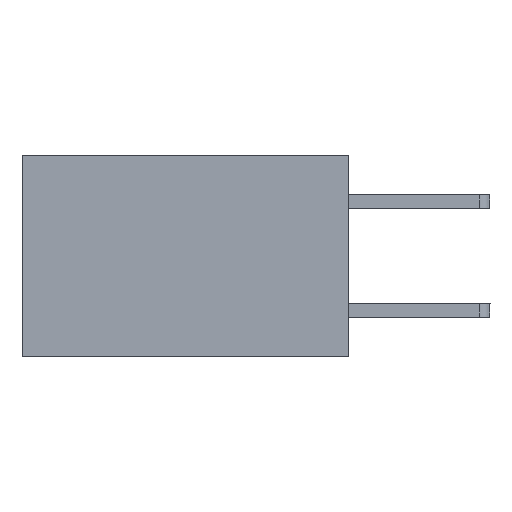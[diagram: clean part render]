
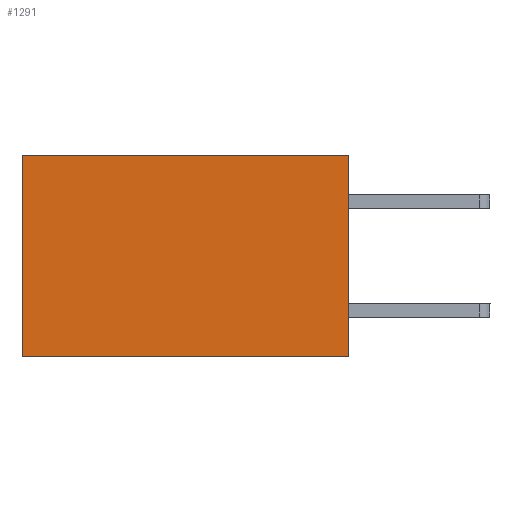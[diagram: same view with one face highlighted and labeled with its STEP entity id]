
A CAD part, left-side view. The second image highlights one B-rep face of the part: STEP entity #1291.
In plain terms, the highlighted planar face has unit normal (-1, 0, 0).
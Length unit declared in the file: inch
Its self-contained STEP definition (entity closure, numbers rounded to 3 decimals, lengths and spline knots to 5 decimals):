
#55 = LINE ( 'NONE', #6912, #8492 ) ;
#77 = CARTESIAN_POINT ( 'NONE',  ( 0.2615, 0., -0.37 ) ) ;
#525 = VERTEX_POINT ( 'NONE', #2338 ) ;
#564 = VERTEX_POINT ( 'NONE', #5924 ) ;
#743 = ORIENTED_EDGE ( 'NONE', *, *, #2171, .F. ) ;
#915 = LINE ( 'NONE', #7709, #9154 ) ;
#925 = EDGE_CURVE ( 'NONE', #525, #564, #55, .T. ) ;
#1291 = ADVANCED_FACE ( 'NONE', ( #9335 ), #6850, .F. ) ;
#1472 = VERTEX_POINT ( 'NONE', #8756 ) ;
#1580 = ORIENTED_EDGE ( 'NONE', *, *, #6601, .T. ) ;
#1612 = DIRECTION ( 'NONE',  ( 0., 0., -1. ) ) ;
#1938 = ORIENTED_EDGE ( 'NONE', *, *, #925, .T. ) ;
#1945 = CARTESIAN_POINT ( 'NONE',  ( 0.2615, 0., -0.37 ) ) ;
#1977 = EDGE_LOOP ( 'NONE', ( #1938, #4835, #743, #1580 ) ) ;
#2057 = DIRECTION ( 'NONE',  ( 0., 0., -1. ) ) ;
#2171 = EDGE_CURVE ( 'NONE', #1472, #8090, #2849, .T. ) ;
#2338 = CARTESIAN_POINT ( 'NONE',  ( 0.2615, 0.6, 0. ) ) ;
#2494 = EDGE_CURVE ( 'NONE', #8090, #564, #8467, .T. ) ;
#2849 = LINE ( 'NONE', #8113, #6608 ) ;
#3868 = DIRECTION ( 'NONE',  ( 0., 1., 0. ) ) ;
#3988 = DIRECTION ( 'NONE',  ( 1., 0., 0. ) ) ;
#4835 = ORIENTED_EDGE ( 'NONE', *, *, #2494, .F. ) ;
#5924 = CARTESIAN_POINT ( 'NONE',  ( 0.2615, 0.6, -0.37 ) ) ;
#6200 = CARTESIAN_POINT ( 'NONE',  ( 0.2615, 0., -0.37 ) ) ;
#6601 = EDGE_CURVE ( 'NONE', #1472, #525, #915, .T. ) ;
#6608 = VECTOR ( 'NONE', #8806, 39.37008 ) ;
#6720 = VECTOR ( 'NONE', #7566, 39.37008 ) ;
#6850 = PLANE ( 'NONE',  #7221 ) ;
#6912 = CARTESIAN_POINT ( 'NONE',  ( 0.2615, 0.6, -0.37 ) ) ;
#7221 = AXIS2_PLACEMENT_3D ( 'NONE', #1945, #3988, #1612 ) ;
#7566 = DIRECTION ( 'NONE',  ( 0., 1., 0. ) ) ;
#7709 = CARTESIAN_POINT ( 'NONE',  ( 0.2615, 0., 0. ) ) ;
#8090 = VERTEX_POINT ( 'NONE', #77 ) ;
#8113 = CARTESIAN_POINT ( 'NONE',  ( 0.2615, 0., -0.37 ) ) ;
#8467 = LINE ( 'NONE', #6200, #6720 ) ;
#8492 = VECTOR ( 'NONE', #2057, 39.37008 ) ;
#8756 = CARTESIAN_POINT ( 'NONE',  ( 0.2615, 0., 0. ) ) ;
#8806 = DIRECTION ( 'NONE',  ( 0., 0., -1. ) ) ;
#9154 = VECTOR ( 'NONE', #3868, 39.37008 ) ;
#9335 = FACE_OUTER_BOUND ( 'NONE', #1977, .T. ) ;
